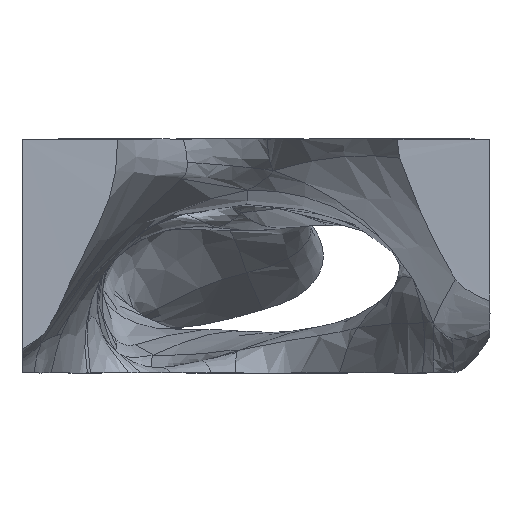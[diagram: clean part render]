
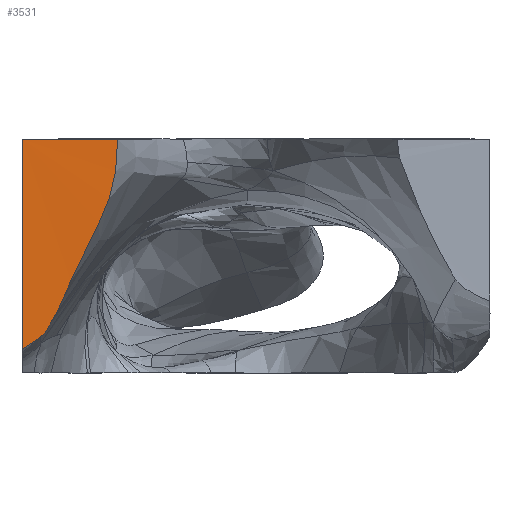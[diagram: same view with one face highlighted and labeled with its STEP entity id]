
A CAD part, left-side view. The second image highlights one B-rep face of the part: STEP entity #3531.
In plain terms, the highlighted planar face has unit normal (1, 0, 0).
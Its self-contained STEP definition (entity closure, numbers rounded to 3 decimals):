
#3436 = CARTESIAN_POINT('', (0.,20.,1.012));
#3437 = VERTEX_POINT('', #3436);
#3447 = CARTESIAN_POINT('', (0.,20.,10.));
#3448 = VERTEX_POINT('', #3447);
#3449 = CARTESIAN_POINT('', (0.001,20.001,1.013));
#3450 = CARTESIAN_POINT('', (-0.002,19.998,4.009));
#3451 = CARTESIAN_POINT('', (0.001,20.002,7.004));
#3452 = CARTESIAN_POINT('', (0.,20.,10.));
#3453 = (BOUNDED_CURVE() B_SPLINE_CURVE(3,(#3449,#3450,#3451,#3452),.UNSPECIFIED.,.F.,.F.) B_SPLINE_CURVE_WITH_KNOTS((4,4),(0.,1.),.UNSPECIFIED.) CURVE() GEOMETRIC_REPRESENTATION_ITEM() RATIONAL_B_SPLINE_CURVE((1.,1.,1.,1.)) REPRESENTATION_ITEM(''));
#3454 = EDGE_CURVE('', #3437, #3448, #3453, .T.);
#3495 = CARTESIAN_POINT('', (0.,18.416,6.582));
#3496 = DIRECTION('', (-1.,0.,0.));
#3497 = DIRECTION('', (0.,-1.,0.));
#3498 = AXIS2_PLACEMENT_3D('', #3495, #3496, #3497);
#3499 = PLANE('', #3498);
#3500 = CARTESIAN_POINT('', (0.,15.921,10.));
#3501 = VERTEX_POINT('', #3500);
#3502 = CARTESIAN_POINT('', (-0.006,19.017,1.738));
#3503 = VERTEX_POINT('', #3502);
#3504 = CARTESIAN_POINT('', (0.005,15.926,10.005));
#3505 = CARTESIAN_POINT('', (0.004,15.888,8.473));
#3506 = CARTESIAN_POINT('', (-0.026,16.227,7.237));
#3507 = CARTESIAN_POINT('', (-0.001,17.041,5.797));
#3508 = CARTESIAN_POINT('', (0.025,17.855,4.357));
#3509 = CARTESIAN_POINT('', (0.001,18.266,2.785));
#3510 = CARTESIAN_POINT('', (-0.006,19.017,1.738));
#3511 = (BOUNDED_CURVE() B_SPLINE_CURVE(3,(#3504,#3505,#3506,#3507,#3508,#3509,#3510),.UNSPECIFIED.,.F.,.F.) B_SPLINE_CURVE_WITH_KNOTS((4,3,4),(0.,0.5,1.),.UNSPECIFIED.) CURVE() GEOMETRIC_REPRESENTATION_ITEM() RATIONAL_B_SPLINE_CURVE((1.,1.,1.,1.,1.,1.,1.)) REPRESENTATION_ITEM(''));
#3512 = EDGE_CURVE('', #3501, #3503, #3511, .T.);
#3513 = ORIENTED_EDGE('', *,*, #3512, .T.);
#3514 = CARTESIAN_POINT('', (0.005,15.926,10.005));
#3515 = CARTESIAN_POINT('', (-0.006,17.284,9.994));
#3516 = CARTESIAN_POINT('', (0.003,18.642,10.003));
#3517 = CARTESIAN_POINT('', (0.,20.,10.));
#3518 = (BOUNDED_CURVE() B_SPLINE_CURVE(3,(#3514,#3515,#3516,#3517),.UNSPECIFIED.,.F.,.F.) B_SPLINE_CURVE_WITH_KNOTS((4,4),(0.,1.),.UNSPECIFIED.) CURVE() GEOMETRIC_REPRESENTATION_ITEM() RATIONAL_B_SPLINE_CURVE((1.,1.,1.,1.)) REPRESENTATION_ITEM(''));
#3519 = EDGE_CURVE('', #3501, #3448, #3518, .T.);
#3520 = ORIENTED_EDGE('', *,*, #3519, .F.);
#3521 = ORIENTED_EDGE('', *,*, #3454, .T.);
#3522 = CARTESIAN_POINT('', (0.001,20.001,1.013));
#3523 = CARTESIAN_POINT('', (-0.008,19.604,1.264));
#3524 = CARTESIAN_POINT('', (-0.007,19.183,1.515));
#3525 = CARTESIAN_POINT('', (-0.006,19.017,1.738));
#3526 = (BOUNDED_CURVE() B_SPLINE_CURVE(3,(#3522,#3523,#3524,#3525),.UNSPECIFIED.,.F.,.F.) B_SPLINE_CURVE_WITH_KNOTS((4,4),(0.,1.),.UNSPECIFIED.) CURVE() GEOMETRIC_REPRESENTATION_ITEM() RATIONAL_B_SPLINE_CURVE((1.,1.,1.,1.)) REPRESENTATION_ITEM(''));
#3527 = EDGE_CURVE('', #3437, #3503, #3526, .T.);
#3528 = ORIENTED_EDGE('', *,*, #3527, .F.);
#3529 = EDGE_LOOP('', (#3513,#3520,#3521,#3528));
#3530 = FACE_OUTER_BOUND('', #3529, .T.);
#3531 = ADVANCED_FACE('', (#3530), #3499, .F.);
